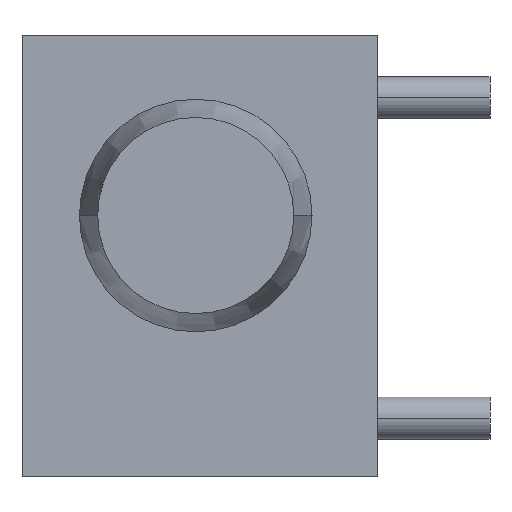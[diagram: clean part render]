
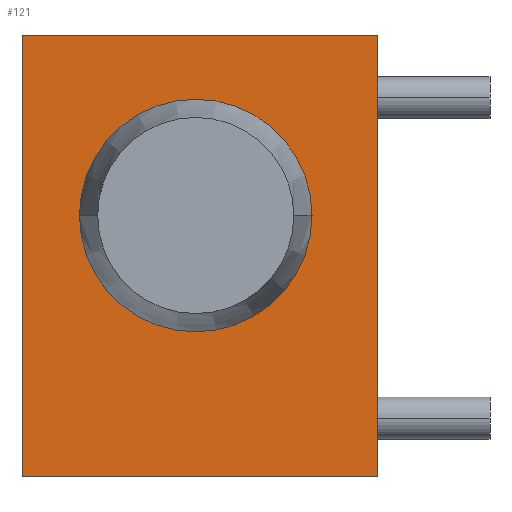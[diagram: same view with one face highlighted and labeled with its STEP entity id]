
A CAD part, left-side view. The second image highlights one B-rep face of the part: STEP entity #121.
In plain terms, the highlighted face is planar.
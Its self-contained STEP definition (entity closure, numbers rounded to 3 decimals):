
#12 = ORIENTED_EDGE ( 'NONE', *, *, #88, .F. ) ;
#34 = CARTESIAN_POINT ( 'NONE',  ( 9.32, 0., -21.85 ) ) ;
#50 = DIRECTION ( 'NONE',  ( -1., 0., 0. ) ) ;
#53 = DIRECTION ( 'NONE',  ( 1., 0., 0. ) ) ;
#61 = CARTESIAN_POINT ( 'NONE',  ( 0., 6.5, -21.85 ) ) ;
#88 = EDGE_CURVE ( 'NONE', #704, #833, #841, .T. ) ;
#109 = CARTESIAN_POINT ( 'NONE',  ( -6.43, 0., -21.85 ) ) ;
#121 = ADVANCED_FACE ( 'NONE', ( #758, #771 ), #862, .F. ) ;
#173 = LINE ( 'NONE', #630, #845 ) ;
#177 = ORIENTED_EDGE ( 'NONE', *, *, #201, .F. ) ;
#180 = DIRECTION ( 'NONE',  ( 0., 1., 0. ) ) ;
#182 = EDGE_CURVE ( 'NONE', #1028, #753, #743, .T. ) ;
#201 = EDGE_CURVE ( 'NONE', #753, #1028, #860, .T. ) ;
#208 = AXIS2_PLACEMENT_3D ( 'NONE', #61, #1212, #180 ) ;
#212 = ORIENTED_EDGE ( 'NONE', *, *, #182, .F. ) ;
#237 = ORIENTED_EDGE ( 'NONE', *, *, #922, .F. ) ;
#274 = DIRECTION ( 'NONE',  ( 1., 0., 0. ) ) ;
#342 = ORIENTED_EDGE ( 'NONE', *, *, #390, .F. ) ;
#382 = LINE ( 'NONE', #34, #524 ) ;
#390 = EDGE_CURVE ( 'NONE', #805, #704, #173, .T. ) ;
#438 = VECTOR ( 'NONE', #274, 1000. ) ;
#500 = DIRECTION ( 'NONE',  ( 0., -1., 0. ) ) ;
#524 = VECTOR ( 'NONE', #967, 1000. ) ;
#535 = DIRECTION ( 'NONE',  ( 0., -1., 0. ) ) ;
#620 = LINE ( 'NONE', #1079, #1050 ) ;
#630 = CARTESIAN_POINT ( 'NONE',  ( -6.43, 12.7, -21.85 ) ) ;
#704 = VERTEX_POINT ( 'NONE', #109 ) ;
#743 = CIRCLE ( 'NONE', #208, 4.15 ) ;
#753 = VERTEX_POINT ( 'NONE', #1024 ) ;
#758 = FACE_BOUND ( 'NONE', #1136, .T. ) ;
#771 = FACE_OUTER_BOUND ( 'NONE', #1314, .T. ) ;
#805 = VERTEX_POINT ( 'NONE', #1281 ) ;
#833 = VERTEX_POINT ( 'NONE', #953 ) ;
#841 = LINE ( 'NONE', #966, #438 ) ;
#845 = VECTOR ( 'NONE', #535, 1000. ) ;
#860 = CIRCLE ( 'NONE', #1256, 4.15 ) ;
#862 = PLANE ( 'NONE',  #1116 ) ;
#922 = EDGE_CURVE ( 'NONE', #833, #1033, #382, .T. ) ;
#945 = DIRECTION ( 'NONE',  ( 0., 0., -1. ) ) ;
#953 = CARTESIAN_POINT ( 'NONE',  ( 9.32, 0., -21.85 ) ) ;
#966 = CARTESIAN_POINT ( 'NONE',  ( -6.43, 0., -21.85 ) ) ;
#967 = DIRECTION ( 'NONE',  ( 0., 1., 0. ) ) ;
#981 = DIRECTION ( 'NONE',  ( 0., 0., 1. ) ) ;
#1019 = EDGE_CURVE ( 'NONE', #1033, #805, #620, .T. ) ;
#1024 = CARTESIAN_POINT ( 'NONE',  ( 0., 2.35, -21.85 ) ) ;
#1028 = VERTEX_POINT ( 'NONE', #1202 ) ;
#1033 = VERTEX_POINT ( 'NONE', #1388 ) ;
#1050 = VECTOR ( 'NONE', #50, 1000. ) ;
#1079 = CARTESIAN_POINT ( 'NONE',  ( 9.32, 12.7, -21.85 ) ) ;
#1116 = AXIS2_PLACEMENT_3D ( 'NONE', #1223, #981, #53 ) ;
#1136 = EDGE_LOOP ( 'NONE', ( #177, #212 ) ) ;
#1202 = CARTESIAN_POINT ( 'NONE',  ( 0., 10.65, -21.85 ) ) ;
#1212 = DIRECTION ( 'NONE',  ( 0., 0., -1. ) ) ;
#1223 = CARTESIAN_POINT ( 'NONE',  ( 0., 0., -21.85 ) ) ;
#1229 = ORIENTED_EDGE ( 'NONE', *, *, #1019, .F. ) ;
#1256 = AXIS2_PLACEMENT_3D ( 'NONE', #1435, #945, #500 ) ;
#1281 = CARTESIAN_POINT ( 'NONE',  ( -6.43, 12.7, -21.85 ) ) ;
#1314 = EDGE_LOOP ( 'NONE', ( #12, #342, #1229, #237 ) ) ;
#1388 = CARTESIAN_POINT ( 'NONE',  ( 9.32, 12.7, -21.85 ) ) ;
#1435 = CARTESIAN_POINT ( 'NONE',  ( 0., 6.5, -21.85 ) ) ;
